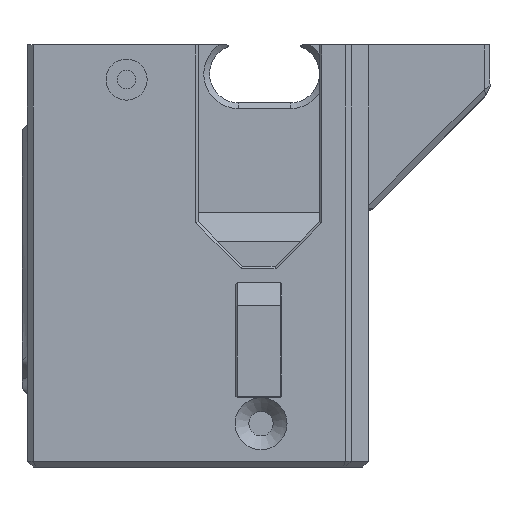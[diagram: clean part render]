
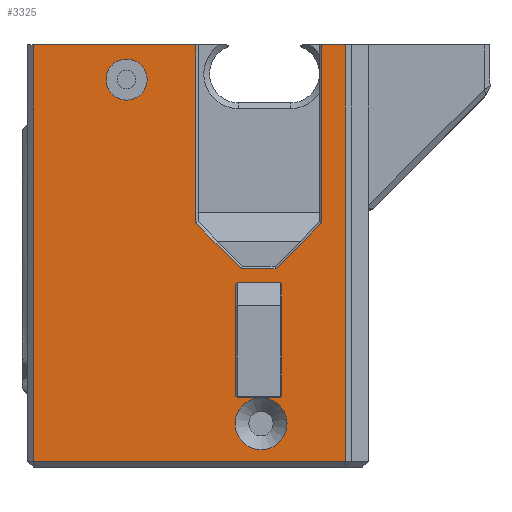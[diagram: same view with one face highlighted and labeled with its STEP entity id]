
A CAD part, left-side view. The second image highlights one B-rep face of the part: STEP entity #3325.
In plain terms, the highlighted planar face has unit normal (-1, 0, 0).
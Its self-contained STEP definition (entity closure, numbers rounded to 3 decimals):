
#143=FACE_BOUND('',#597,.T.);
#144=FACE_BOUND('',#598,.T.);
#185=CIRCLE('',#3447,4.5);
#187=CIRCLE('',#3465,3.55);
#392=FACE_OUTER_BOUND('',#596,.T.);
#596=EDGE_LOOP('',(#2995,#2996,#2997,#2998,#2999,#3000,#3001,#3002,#3003,
#3004));
#597=EDGE_LOOP('',(#3005));
#598=EDGE_LOOP('',(#3006,#3007,#3008,#3009,#3010,#3011,#3012,#3013,#3014,
#3015));
#693=LINE('',#11395,#1048);
#748=LINE('',#11519,#1103);
#751=LINE('',#11524,#1106);
#753=LINE('',#11529,#1108);
#757=LINE('',#11538,#1112);
#758=LINE('',#11540,#1113);
#764=LINE('',#11552,#1119);
#770=LINE('',#11569,#1125);
#773=LINE('',#11575,#1128);
#776=LINE('',#11581,#1131);
#778=LINE('',#11586,#1133);
#779=LINE('',#11588,#1134);
#785=LINE('',#11600,#1140);
#794=LINE('',#11617,#1149);
#797=LINE('',#11622,#1152);
#800=LINE('',#11628,#1155);
#942=LINE('',#12052,#1297);
#948=LINE('',#12065,#1303);
#952=LINE('',#12077,#1307);
#1048=VECTOR('',#3824,1000.);
#1103=VECTOR('',#3909,1000.);
#1106=VECTOR('',#3914,1000.);
#1108=VECTOR('',#3920,1000.);
#1112=VECTOR('',#3932,10.);
#1113=VECTOR('',#3935,10.);
#1119=VECTOR('',#3949,10.);
#1125=VECTOR('',#3965,10.);
#1128=VECTOR('',#3970,10.);
#1131=VECTOR('',#3975,10.);
#1133=VECTOR('',#3979,10.);
#1134=VECTOR('',#3980,10.);
#1140=VECTOR('',#3988,10.);
#1149=VECTOR('',#4005,10.);
#1152=VECTOR('',#4012,10.);
#1155=VECTOR('',#4021,10.);
#1297=VECTOR('',#4369,10.);
#1303=VECTOR('',#4385,10.);
#1307=VECTOR('',#4401,10.);
#1428=VERTEX_POINT('',#11392);
#1429=VERTEX_POINT('',#11394);
#1471=VERTEX_POINT('',#11500);
#1476=VERTEX_POINT('',#11516);
#1477=VERTEX_POINT('',#11518);
#1478=VERTEX_POINT('',#11522);
#1479=VERTEX_POINT('',#11528);
#1482=VERTEX_POINT('',#11550);
#1484=VERTEX_POINT('',#11558);
#1486=VERTEX_POINT('',#11563);
#1488=VERTEX_POINT('',#11567);
#1490=VERTEX_POINT('',#11573);
#1492=VERTEX_POINT('',#11579);
#1493=VERTEX_POINT('',#11583);
#1495=VERTEX_POINT('',#11587);
#1499=VERTEX_POINT('',#11597);
#1504=VERTEX_POINT('',#11615);
#1506=VERTEX_POINT('',#11634);
#1603=VERTEX_POINT('',#12050);
#1604=VERTEX_POINT('',#12054);
#1773=EDGE_CURVE('',#1428,#1429,#693,.T.);
#1833=EDGE_CURVE('',#1477,#1476,#748,.F.);
#1836=EDGE_CURVE('',#1476,#1478,#751,.F.);
#1838=EDGE_CURVE('',#1478,#1479,#753,.F.);
#1843=EDGE_CURVE('',#1429,#1471,#757,.T.);
#1844=EDGE_CURVE('',#1477,#1428,#758,.T.);
#1850=EDGE_CURVE('',#1479,#1482,#764,.T.);
#1853=EDGE_CURVE('',#1484,#1484,#185,.T.);
#1858=EDGE_CURVE('',#1486,#1488,#770,.T.);
#1861=EDGE_CURVE('',#1488,#1490,#773,.T.);
#1864=EDGE_CURVE('',#1490,#1492,#776,.T.);
#1866=EDGE_CURVE('',#1484,#1493,#778,.T.);
#1867=EDGE_CURVE('',#1495,#1484,#779,.T.);
#1873=EDGE_CURVE('',#1492,#1499,#785,.T.);
#1882=EDGE_CURVE('',#1504,#1486,#794,.T.);
#1885=EDGE_CURVE('',#1499,#1495,#797,.T.);
#1888=EDGE_CURVE('',#1493,#1504,#800,.T.);
#1892=EDGE_CURVE('',#1506,#1506,#187,.T.);
#2063=EDGE_CURVE('',#1482,#1603,#942,.T.);
#2070=EDGE_CURVE('',#1471,#1604,#948,.T.);
#2076=EDGE_CURVE('',#1604,#1603,#952,.T.);
#2995=ORIENTED_EDGE('',*,*,#2063,.T.);
#2996=ORIENTED_EDGE('',*,*,#2076,.F.);
#2997=ORIENTED_EDGE('',*,*,#2070,.F.);
#2998=ORIENTED_EDGE('',*,*,#1843,.F.);
#2999=ORIENTED_EDGE('',*,*,#1773,.F.);
#3000=ORIENTED_EDGE('',*,*,#1844,.F.);
#3001=ORIENTED_EDGE('',*,*,#1833,.T.);
#3002=ORIENTED_EDGE('',*,*,#1836,.T.);
#3003=ORIENTED_EDGE('',*,*,#1838,.T.);
#3004=ORIENTED_EDGE('',*,*,#1850,.T.);
#3005=ORIENTED_EDGE('',*,*,#1892,.F.);
#3006=ORIENTED_EDGE('',*,*,#1853,.F.);
#3007=ORIENTED_EDGE('',*,*,#1866,.T.);
#3008=ORIENTED_EDGE('',*,*,#1888,.T.);
#3009=ORIENTED_EDGE('',*,*,#1882,.T.);
#3010=ORIENTED_EDGE('',*,*,#1858,.T.);
#3011=ORIENTED_EDGE('',*,*,#1861,.T.);
#3012=ORIENTED_EDGE('',*,*,#1864,.T.);
#3013=ORIENTED_EDGE('',*,*,#1873,.T.);
#3014=ORIENTED_EDGE('',*,*,#1885,.T.);
#3015=ORIENTED_EDGE('',*,*,#1867,.T.);
#3146=PLANE('',#3579);
#3325=ADVANCED_FACE('',(#392,#143,#144),#3146,.T.);
#3447=AXIS2_PLACEMENT_3D('',#11559,#3957,#3958);
#3465=AXIS2_PLACEMENT_3D('',#11636,#4030,#4031);
#3579=AXIS2_PLACEMENT_3D('',#12084,#4410,#4411);
#3824=DIRECTION('',(0.,-1.,0.));
#3909=DIRECTION('',(0.,-0.707,0.707));
#3914=DIRECTION('',(0.,-1.,0.));
#3920=DIRECTION('',(0.,-0.707,-0.707));
#3932=DIRECTION('',(0.,0.,-1.));
#3935=DIRECTION('',(0.,0.,1.));
#3949=DIRECTION('',(0.,0.,1.));
#3957=DIRECTION('center_axis',(-1.,0.,0.));
#3958=DIRECTION('ref_axis',(0.,0.,-1.));
#3965=DIRECTION('',(0.,-0.577,0.816));
#3970=DIRECTION('',(0.,-1.,0.));
#3975=DIRECTION('',(0.,-0.577,-0.816));
#3979=DIRECTION('',(0.,1.,0.));
#3980=DIRECTION('',(0.,1.,0.));
#3988=DIRECTION('',(0.,0.,-1.));
#4005=DIRECTION('',(0.,0.,1.));
#4012=DIRECTION('',(0.,0.707,-0.707));
#4021=DIRECTION('',(0.,0.707,0.707));
#4030=DIRECTION('center_axis',(-1.,0.,0.));
#4031=DIRECTION('ref_axis',(0.,0.,
-1.));
#4369=DIRECTION('',(0.,1.,0.));
#4385=DIRECTION('',(0.,1.,0.));
#4401=DIRECTION('',(0.,0.,1.));
#4410=DIRECTION('center_axis',(-1.,0.,0.));
#4411=DIRECTION('ref_axis',(0.,1.,0.));
#11392=CARTESIAN_POINT('',(-37.983,-18.485,40.));
#11394=CARTESIAN_POINT('',(-37.983,-22.584,40.));
#11395=CARTESIAN_POINT('',(-37.983,-19.585,40.));
#11500=CARTESIAN_POINT('',(-37.983,-22.584,-32.));
#11516=CARTESIAN_POINT('',(-37.983,-10.579,1.328));
#11518=CARTESIAN_POINT('',(-37.983,-18.485,9.234));
#11519=CARTESIAN_POINT('',(-37.983,-34.867,25.617));
#11522=CARTESIAN_POINT('',(-37.983,-4.59,1.328));
#11524=CARTESIAN_POINT('',(-37.983,-20.585,1.328));
#11528=CARTESIAN_POINT('',(-37.983,3.315,9.234));
#11529=CARTESIAN_POINT('',(-37.983,6.698,12.617));
#11538=CARTESIAN_POINT('',(-37.983,-22.584,7.4));
#11540=CARTESIAN_POINT('',(-37.983,-18.485,39.9));
#11550=CARTESIAN_POINT('',(-37.983,3.315,40.));
#11552=CARTESIAN_POINT('',(-37.983,3.315,38.9));
#11558=CARTESIAN_POINT('',(-37.983,-7.984,-21.));
#11559=CARTESIAN_POINT('Origin',(-37.983,-7.984,-25.5));
#11563=CARTESIAN_POINT('',(-37.983,-3.585,-1.454));
#11567=CARTESIAN_POINT('',(-37.983,-3.835,-1.1));
#11569=CARTESIAN_POINT('',(-37.983,-20.567,22.563));
#11573=CARTESIAN_POINT('',(-37.983,-11.335,-1.1));
#11575=CARTESIAN_POINT('',(-37.983,-16.085,-1.1));
#11579=CARTESIAN_POINT('',(-37.983,-11.585,-1.454));
#11581=CARTESIAN_POINT('',(-37.983,1.536,17.102));
#11583=CARTESIAN_POINT('',(-37.983,-3.835,-21.));
#11586=CARTESIAN_POINT('',(-37.983,-22.084,-21.));
#11587=CARTESIAN_POINT('',(-37.983,-11.335,-21.));
#11588=CARTESIAN_POINT('',(-37.983,-22.084,-21.));
#11597=CARTESIAN_POINT('',(-37.983,-11.585,-20.75));
#11600=CARTESIAN_POINT('',(-37.983,-11.585,39.9));
#11615=CARTESIAN_POINT('',(-37.983,-3.585,-20.75));
#11617=CARTESIAN_POINT('',(-37.983,-3.585,18.65));
#11622=CARTESIAN_POINT('',(-37.983,-28.934,-3.4));
#11628=CARTESIAN_POINT('',(-37.983,7.265,-9.9));
#11634=CARTESIAN_POINT('',(-37.983,15.265,37.55));
#11636=CARTESIAN_POINT('Origin',(-37.983,15.265,34.));
#12050=CARTESIAN_POINT('',(-37.983,31.416,40.));
#12052=CARTESIAN_POINT('',(-37.983,32.415,40.));
#12054=CARTESIAN_POINT('',(-37.983,31.416,-32.));
#12065=CARTESIAN_POINT('',(-37.983,-10.292,-32.));
#12077=CARTESIAN_POINT('',(-37.983,31.416,3.45));
#12084=CARTESIAN_POINT('Origin',(-37.983,-21.235,39.9));
